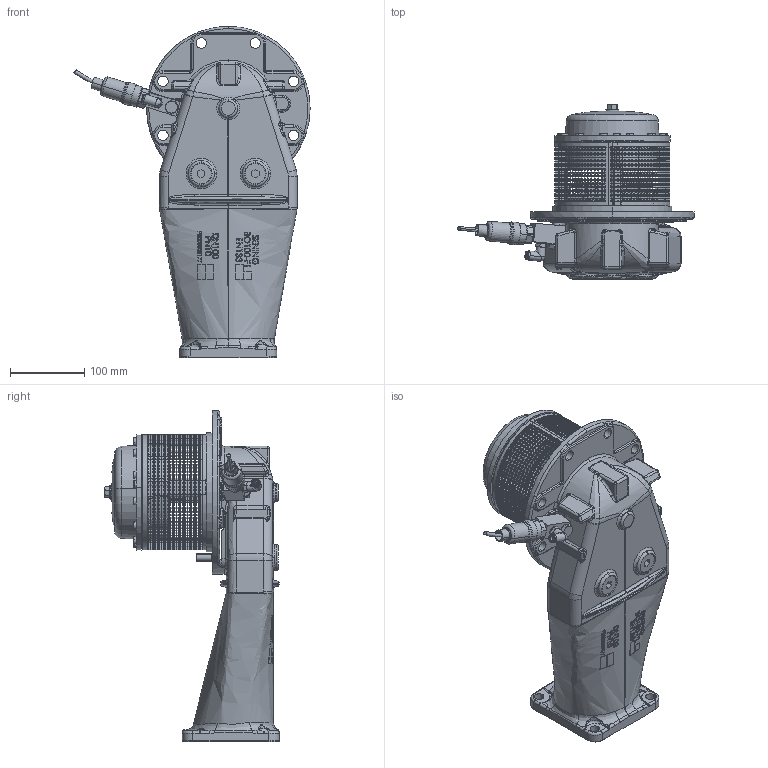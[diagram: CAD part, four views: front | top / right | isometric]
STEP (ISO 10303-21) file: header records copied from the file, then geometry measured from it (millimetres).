
FILE_DESCRIPTION (( 'STEP AP214' ), '1' );
FILE_NAME ('BO100-F1-SPD_252403.STEP', '2014-07-08T05:34:15', ( 'Admin2' ), ( '' ), 'SwSTEP 2.0', 'SolidWorks 2010', '' );
FILE_SCHEMA (( 'AUTOMOTIVE_DESIGN' ));
Length unit declared in the file: millimetre
Products named in the file (1): BO100-F1-SPD_252403
Bounding box: 317.53 x 234.45 x 445 mm (x, y, z)
Surface area: 537445 mm2 (no closed solid volume)
Topology: 0 solids, 83 shells, 5175 faces, 21579 edges, 15093 vertices
Faces by surface type: plane 4124, bspline 449, cylinder 367, torus 136, cone 80, sphere 19
Entity records: 331246 total; most frequent: CARTESIAN_POINT 94324, DIRECTION 36540, ORIENTED_EDGE 34458, EDGE_CURVE 21545, VERTEX_POINT 15093, AXIS2_PLACEMENT_3D 12211, LINE 12118, VECTOR 12118
